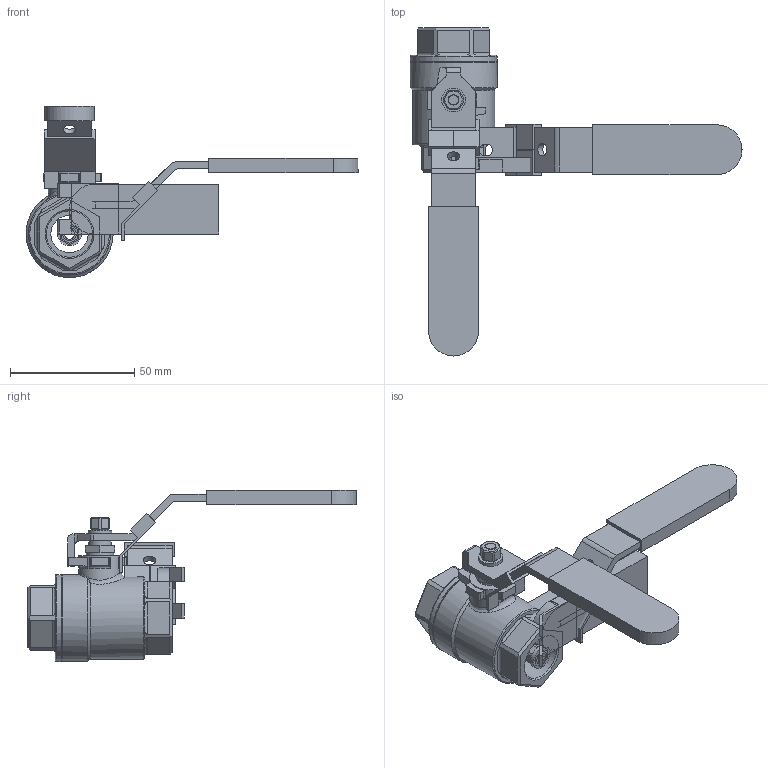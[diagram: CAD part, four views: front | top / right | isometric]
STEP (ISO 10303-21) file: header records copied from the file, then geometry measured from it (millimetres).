
FILE_DESCRIPTION( ( 'Unknown' ), '1' );
FILE_NAME( '9300-04r-STEP-KUNDE.stp', 'Unknown', ( 'Unknown' ), ( 'Unknown' ), 'PSStep 13.0', 'Unknown', ' ' );
FILE_SCHEMA( ( 'AUTOMOTIVE_DESIGN { 1 0 10303 214 1 1 1 1 }' ) );
Length unit declared in the file: millimetre
Products named in the file (8): Assem1; Hebel 010-015; Kunsstoffummantelung_010; Lasche_010; Hebel 010; Unterlegscheibe; Mutter M5; 8.100.015
Bounding box: 133.5 x 132 x 68.8 mm (x, y, z)
Volume: 102038.7 mm3; surface area: 59976.2 mm2
Topology: 15 solids, 15 shells, 527 faces, 1387 edges, 921 vertices
Faces by surface type: plane 357, cylinder 140, torus 12, cone 10, bspline 8
Full cylindrical faces by diameter (mm): 4.134 x2, 5 x3, 5.5 x2, 9 x2, 9.5 x2, 11 x2, 15 x2, 17 x2, 18.631 x4, 33 x2, 34.5 x2, 35 x4
Entity records: 9807 total; most frequent: CARTESIAN_POINT 2279, ORIENTED_EDGE 1146, DIRECTION 1139, EDGE_CURVE 573, LINE 409, VECTOR 409, VERTEX_POINT 390, AXIS2_PLACEMENT_3D 365
